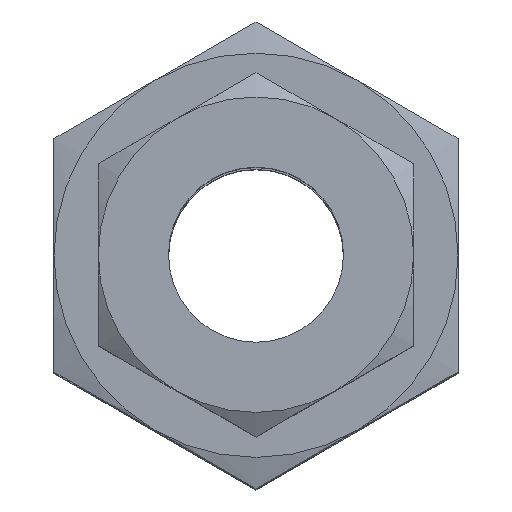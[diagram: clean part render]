
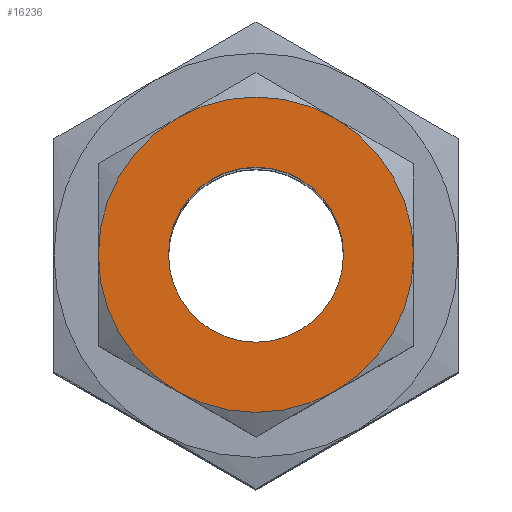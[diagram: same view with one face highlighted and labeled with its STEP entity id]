
A CAD part, top view. The second image highlights one B-rep face of the part: STEP entity #16236.
In plain terms, the highlighted planar face has unit normal (0, 0, 1).
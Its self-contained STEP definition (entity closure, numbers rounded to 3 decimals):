
#201 = CARTESIAN_POINT ( 'NONE',  ( 0., 0., 49.7 ) ) ;
#307 = CARTESIAN_POINT ( 'NONE',  ( 8., 13.856, 49.7 ) ) ;
#663 = AXIS2_PLACEMENT_3D ( 'NONE', #16217, #16200, #16193 ) ;
#1675 = DIRECTION ( 'NONE',  ( -1., 0., 0. ) ) ;
#2014 = FACE_OUTER_BOUND ( 'NONE', #3386, .T. ) ;
#2314 = CIRCLE ( 'NONE', #14939, 16. ) ;
#2425 = VERTEX_POINT ( 'NONE', #17922 ) ;
#2885 = CARTESIAN_POINT ( 'NONE',  ( -8.875, 0., 49.7 ) ) ;
#2913 = ORIENTED_EDGE ( 'NONE', *, *, #7040, .F. ) ;
#3238 = EDGE_CURVE ( 'NONE', #9697, #18789, #6596, .T. ) ;
#3354 = ORIENTED_EDGE ( 'NONE', *, *, #7728, .F. ) ;
#3386 = EDGE_LOOP ( 'NONE', ( #9941, #12503, #2913, #3354, #5694, #12031 ) ) ;
#3573 = CARTESIAN_POINT ( 'NONE',  ( -8., 13.856, 49.7 ) ) ;
#3921 = DIRECTION ( 'NONE',  ( 0., 0., -1. ) ) ;
#4496 = CARTESIAN_POINT ( 'NONE',  ( 0., 0., 49.7 ) ) ;
#5162 = CARTESIAN_POINT ( 'NONE',  ( 0., 0., 49.7 ) ) ;
#5669 = CIRCLE ( 'NONE', #10739, 16. ) ;
#5694 = ORIENTED_EDGE ( 'NONE', *, *, #3238, .F. ) ;
#5950 = DIRECTION ( 'NONE',  ( 1., 0., 0. ) ) ;
#6201 = CARTESIAN_POINT ( 'NONE',  ( 0., 0., 49.7 ) ) ;
#6442 = CIRCLE ( 'NONE', #12483, 8.875 ) ;
#6596 = CIRCLE ( 'NONE', #663, 16. ) ;
#6639 = DIRECTION ( 'NONE',  ( -1., 0., 0. ) ) ;
#7040 = EDGE_CURVE ( 'NONE', #16578, #14271, #7187, .T. ) ;
#7187 = CIRCLE ( 'NONE', #15675, 16. ) ;
#7728 = EDGE_CURVE ( 'NONE', #18789, #16578, #2314, .T. ) ;
#7786 = DIRECTION ( 'NONE',  ( -1., 0., 0. ) ) ;
#8344 = AXIS2_PLACEMENT_3D ( 'NONE', #201, #10648, #1675 ) ;
#8620 = DIRECTION ( 'NONE',  ( 0., 0., -1. ) ) ;
#8780 = ORIENTED_EDGE ( 'NONE', *, *, #14390, .F. ) ;
#8829 = CARTESIAN_POINT ( 'NONE',  ( 0., 0., 49.7 ) ) ;
#8854 = CARTESIAN_POINT ( 'NONE',  ( 0., 0., 49.7 ) ) ;
#9351 = VERTEX_POINT ( 'NONE', #10261 ) ;
#9697 = VERTEX_POINT ( 'NONE', #307 ) ;
#9941 = ORIENTED_EDGE ( 'NONE', *, *, #12417, .F. ) ;
#10150 = AXIS2_PLACEMENT_3D ( 'NONE', #4496, #14858, #5950 ) ;
#10261 = CARTESIAN_POINT ( 'NONE',  ( 8.875, 0., 49.7 ) ) ;
#10300 = CIRCLE ( 'NONE', #11344, 16. ) ;
#10347 = DIRECTION ( 'NONE',  ( -1., 0., 0. ) ) ;
#10362 = DIRECTION ( 'NONE',  ( 1., 0., 0. ) ) ;
#10648 = DIRECTION ( 'NONE',  ( 0., 0., -1. ) ) ;
#10739 = AXIS2_PLACEMENT_3D ( 'NONE', #8829, #18727, #10347 ) ;
#10846 = AXIS2_PLACEMENT_3D ( 'NONE', #17223, #8620, #18554 ) ;
#10948 = EDGE_CURVE ( 'NONE', #9351, #14818, #6442, .T. ) ;
#11344 = AXIS2_PLACEMENT_3D ( 'NONE', #12865, #3921, #14289 ) ;
#11369 = EDGE_LOOP ( 'NONE', ( #16040, #8780 ) ) ;
#12024 = PLANE ( 'NONE',  #8344 ) ;
#12031 = ORIENTED_EDGE ( 'NONE', *, *, #13241, .F. ) ;
#12417 = EDGE_CURVE ( 'NONE', #2425, #16417, #10300, .T. ) ;
#12483 = AXIS2_PLACEMENT_3D ( 'NONE', #8854, #18743, #10362 ) ;
#12503 = ORIENTED_EDGE ( 'NONE', *, *, #13165, .F. ) ;
#12865 = CARTESIAN_POINT ( 'NONE',  ( 0., 0., 49.7 ) ) ;
#12963 = CIRCLE ( 'NONE', #10150, 8.875 ) ;
#13165 = EDGE_CURVE ( 'NONE', #14271, #2425, #16274, .T. ) ;
#13241 = EDGE_CURVE ( 'NONE', #16417, #9697, #5669, .T. ) ;
#14015 = CARTESIAN_POINT ( 'NONE',  ( 16., 0., 49.7 ) ) ;
#14168 = CARTESIAN_POINT ( 'NONE',  ( 8., -13.856, 49.7 ) ) ;
#14271 = VERTEX_POINT ( 'NONE', #17425 ) ;
#14289 = DIRECTION ( 'NONE',  ( -1., 0., 0. ) ) ;
#14390 = EDGE_CURVE ( 'NONE', #14818, #9351, #12963, .T. ) ;
#14818 = VERTEX_POINT ( 'NONE', #2885 ) ;
#14858 = DIRECTION ( 'NONE',  ( 0., 0., 1. ) ) ;
#14939 = AXIS2_PLACEMENT_3D ( 'NONE', #5162, #15496, #6639 ) ;
#15496 = DIRECTION ( 'NONE',  ( 0., 0., -1. ) ) ;
#15675 = AXIS2_PLACEMENT_3D ( 'NONE', #6201, #16503, #7786 ) ;
#16040 = ORIENTED_EDGE ( 'NONE', *, *, #10948, .F. ) ;
#16193 = DIRECTION ( 'NONE',  ( -1., 0., 0. ) ) ;
#16200 = DIRECTION ( 'NONE',  ( 0., 0., -1. ) ) ;
#16217 = CARTESIAN_POINT ( 'NONE',  ( 0., 0., 49.7 ) ) ;
#16236 = ADVANCED_FACE ( 'NONE', ( #17088, #2014 ), #12024, .F. ) ;
#16274 = CIRCLE ( 'NONE', #10846, 16. ) ;
#16417 = VERTEX_POINT ( 'NONE', #3573 ) ;
#16503 = DIRECTION ( 'NONE',  ( 0., 0., -1. ) ) ;
#16578 = VERTEX_POINT ( 'NONE', #14168 ) ;
#17088 = FACE_BOUND ( 'NONE', #11369, .T. ) ;
#17223 = CARTESIAN_POINT ( 'NONE',  ( 0., 0., 49.7 ) ) ;
#17425 = CARTESIAN_POINT ( 'NONE',  ( -8., -13.856, 49.7 ) ) ;
#17922 = CARTESIAN_POINT ( 'NONE',  ( -16., 0., 49.7 ) ) ;
#18554 = DIRECTION ( 'NONE',  ( -1., 0., 0. ) ) ;
#18727 = DIRECTION ( 'NONE',  ( 0., 0., -1. ) ) ;
#18743 = DIRECTION ( 'NONE',  ( 0., 0., 1. ) ) ;
#18789 = VERTEX_POINT ( 'NONE', #14015 ) ;
